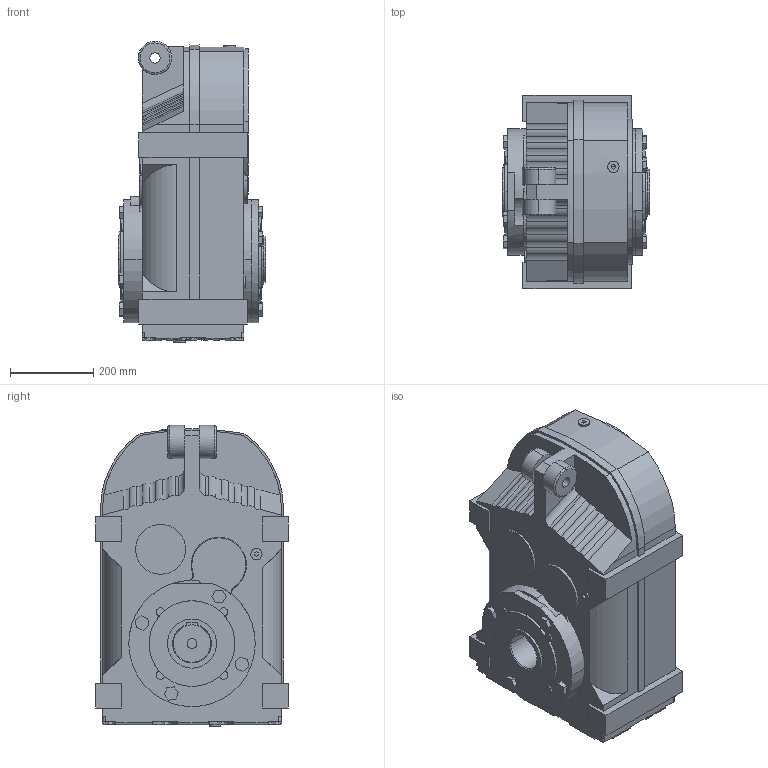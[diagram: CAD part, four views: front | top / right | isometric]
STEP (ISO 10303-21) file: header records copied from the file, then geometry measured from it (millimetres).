
FILE_DESCRIPTION(('STEP AP214'),'1');
FILE_NAME('cctmp_63A4E759-CE5D-434D-A559-F3B688F3C8AA_2022_07_07_16_01_17_0537..stp','2022-07-07T14:01:17',('SEW-EURODRIVE GmbH & Co KG'),('CADClick - www.CADClick.com'),'Spatial InterOp 3D postprocessed',' ','unknown authorization');
FILE_SCHEMA(('AUTOMOTIVE_DESIGN'));
Length unit declared in the file: millimetre
Products named in the file (1): 2022_07_07_16_01_17_0522
Bounding box: 354 x 464 x 725 mm (x, y, z)
Volume: 72883237.9 mm3; surface area: 1487091.7 mm2
Topology: 1 solids, 18 shells, 584 faces, 1499 edges, 993 vertices
Faces by surface type: plane 359, cylinder 188, bspline 20, cone 13, torus 4
Entity records: 20364 total; most frequent: CARTESIAN_POINT 4333, ORIENTED_EDGE 2998, DIRECTION 2906, EDGE_CURVE 1499, VERTEX_POINT 993, LINE 978, VECTOR 978, AXIS2_PLACEMENT_3D 964
